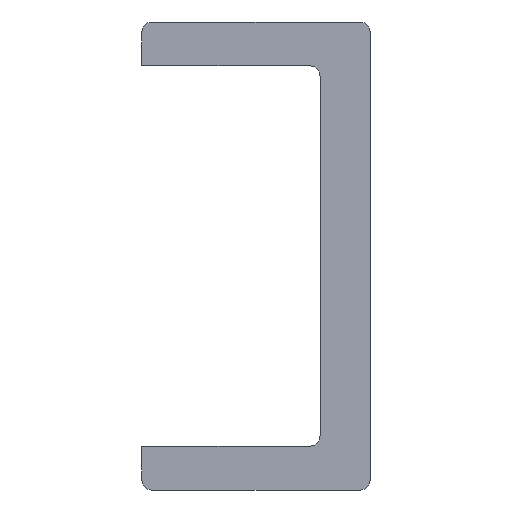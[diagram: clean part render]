
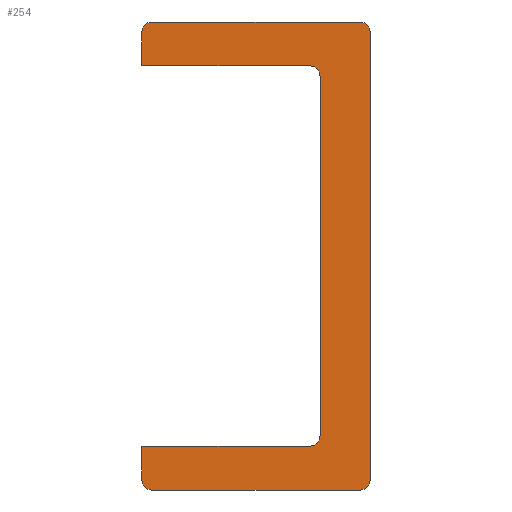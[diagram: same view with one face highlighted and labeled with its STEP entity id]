
A CAD part, front view. The second image highlights one B-rep face of the part: STEP entity #254.
In plain terms, the highlighted planar face has unit normal (0, -1, 0).
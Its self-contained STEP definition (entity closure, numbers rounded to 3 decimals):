
#254 = ADVANCED_FACE( '', ( #674 ), #675, .F. );
#674 = FACE_OUTER_BOUND( '', #1139, .T. );
#675 = PLANE( '', #1140 );
#1139 = EDGE_LOOP( '', ( #1751, #1752, #1753, #1754, #1755, #1756, #1757, #1758, #1759, #1760, #1761, #1762, #1763, #1764 ) );
#1140 = AXIS2_PLACEMENT_3D( '', #1765, #1766, #1767 );
#1751 = ORIENTED_EDGE( '', *, *, #2123, .F. );
#1752 = ORIENTED_EDGE( '', *, *, #2173, .T. );
#1753 = ORIENTED_EDGE( '', *, *, #2192, .F. );
#1754 = ORIENTED_EDGE( '', *, *, #2193, .T. );
#1755 = ORIENTED_EDGE( '', *, *, #2010, .F. );
#1756 = ORIENTED_EDGE( '', *, *, #1987, .F. );
#1757 = ORIENTED_EDGE( '', *, *, #2194, .F. );
#1758 = ORIENTED_EDGE( '', *, *, #2187, .F. );
#1759 = ORIENTED_EDGE( '', *, *, #2195, .F. );
#1760 = ORIENTED_EDGE( '', *, *, #2196, .F. );
#1761 = ORIENTED_EDGE( '', *, *, #2197, .F. );
#1762 = ORIENTED_EDGE( '', *, *, #2075, .T. );
#1763 = ORIENTED_EDGE( '', *, *, #2158, .F. );
#1764 = ORIENTED_EDGE( '', *, *, #2198, .T. );
#1765 = CARTESIAN_POINT( '', ( -10.5, 0., 21.5 ) );
#1766 = DIRECTION( '', ( 0., 1., 0. ) );
#1767 = DIRECTION( '', ( 0., 0., 1. ) );
#1987 = EDGE_CURVE( '', #2254, #2255, #2256, .T. );
#2010 = EDGE_CURVE( '', #2255, #2293, #2294, .T. );
#2075 = EDGE_CURVE( '', #2401, #2399, #2402, .F. );
#2123 = EDGE_CURVE( '', #2488, #2490, #2491, .T. );
#2158 = EDGE_CURVE( '', #2541, #2399, #2543, .T. );
#2173 = EDGE_CURVE( '', #2488, #2561, #2563, .F. );
#2187 = EDGE_CURVE( '', #2588, #2589, #2590, .T. );
#2192 = EDGE_CURVE( '', #2597, #2561, #2598, .T. );
#2193 = EDGE_CURVE( '', #2597, #2293, #2599, .F. );
#2194 = EDGE_CURVE( '', #2589, #2254, #2600, .T. );
#2195 = EDGE_CURVE( '', #2601, #2588, #2602, .T. );
#2196 = EDGE_CURVE( '', #2603, #2601, #2604, .T. );
#2197 = EDGE_CURVE( '', #2401, #2603, #2605, .T. );
#2198 = EDGE_CURVE( '', #2541, #2490, #2606, .F. );
#2254 = VERTEX_POINT( '', #2668 );
#2255 = VERTEX_POINT( '', #2669 );
#2256 = LINE( '', #2670, #2671 );
#2293 = VERTEX_POINT( '', #2711 );
#2294 = LINE( '', #2712, #2713 );
#2399 = VERTEX_POINT( '', #2820 );
#2401 = VERTEX_POINT( '', #2823 );
#2402 = CIRCLE( '', #2824, 0.9 );
#2488 = VERTEX_POINT( '', #2912 );
#2490 = VERTEX_POINT( '', #2915 );
#2491 = LINE( '', #2916, #2917 );
#2541 = VERTEX_POINT( '', #2969 );
#2543 = LINE( '', #2972, #2973 );
#2561 = VERTEX_POINT( '', #2991 );
#2563 = CIRCLE( '', #2994, 0.9 );
#2588 = VERTEX_POINT( '', #3019 );
#2589 = VERTEX_POINT( '', #3020 );
#2590 = LINE( '', #3021, #3022 );
#2597 = VERTEX_POINT( '', #3032 );
#2598 = LINE( '', #3033, #3034 );
#2599 = CIRCLE( '', #3035, 0.9 );
#2600 = CIRCLE( '', #3036, 1. );
#2601 = VERTEX_POINT( '', #3037 );
#2602 = CIRCLE( '', #3038, 1. );
#2603 = VERTEX_POINT( '', #3039 );
#2604 = LINE( '', #3040, #3041 );
#2605 = LINE( '', #3042, #3043 );
#2606 = CIRCLE( '', #3044, 0.9 );
#2668 = CARTESIAN_POINT( '', ( 4.9, 0., 17.5 ) );
#2669 = CARTESIAN_POINT( '', ( -10.5, 0., 17.5 ) );
#2670 = CARTESIAN_POINT( '', ( 4.9, 0., 17.5 ) );
#2671 = VECTOR( '', #3113, 1000. );
#2711 = CARTESIAN_POINT( '', ( -10.5, 0., 20.6 ) );
#2712 = CARTESIAN_POINT( '', ( -10.5, 0., -21.5 ) );
#2713 = VECTOR( '', #3153, 1000. );
#2820 = CARTESIAN_POINT( '', ( -9.6, 0., -21.5 ) );
#2823 = CARTESIAN_POINT( '', ( -10.5, 0., -20.6 ) );
#2824 = AXIS2_PLACEMENT_3D( '', #3274, #3275, #3276 );
#2912 = CARTESIAN_POINT( '', ( 10.5, 0., 20.6 ) );
#2915 = CARTESIAN_POINT( '', ( 10.5, 0., -20.6 ) );
#2916 = CARTESIAN_POINT( '', ( 10.5, 0., 21.5 ) );
#2917 = VECTOR( '', #3391, 1000. );
#2969 = CARTESIAN_POINT( '', ( 9.6, 0., -21.5 ) );
#2972 = CARTESIAN_POINT( '', ( 10.5, 0., -21.5 ) );
#2973 = VECTOR( '', #3440, 1000. );
#2991 = CARTESIAN_POINT( '', ( 9.6, 0., 21.5 ) );
#2994 = AXIS2_PLACEMENT_3D( '', #3454, #3455, #3456 );
#3019 = CARTESIAN_POINT( '', ( 5.9, 0., -16.5 ) );
#3020 = CARTESIAN_POINT( '', ( 5.9, 0., 16.5 ) );
#3021 = CARTESIAN_POINT( '', ( 5.9, 0., 16.5 ) );
#3022 = VECTOR( '', #3490, 1000. );
#3032 = CARTESIAN_POINT( '', ( -9.6, 0., 21.5 ) );
#3033 = CARTESIAN_POINT( '', ( -10.5, 0., 21.5 ) );
#3034 = VECTOR( '', #3494, 1000. );
#3035 = AXIS2_PLACEMENT_3D( '', #3495, #3496, #3497 );
#3036 = AXIS2_PLACEMENT_3D( '', #3498, #3499, #3500 );
#3037 = CARTESIAN_POINT( '', ( 4.9, 0., -17.5 ) );
#3038 = AXIS2_PLACEMENT_3D( '', #3501, #3502, #3503 );
#3039 = CARTESIAN_POINT( '', ( -10.5, 0., -17.5 ) );
#3040 = CARTESIAN_POINT( '', ( 4.9, 0., -17.5 ) );
#3041 = VECTOR( '', #3504, 1000. );
#3042 = CARTESIAN_POINT( '', ( -10.5, 0., -21.5 ) );
#3043 = VECTOR( '', #3505, 1000. );
#3044 = AXIS2_PLACEMENT_3D( '', #3506, #3507, #3508 );
#3113 = DIRECTION( '', ( -1., 0., 0. ) );
#3153 = DIRECTION( '', ( 0., 0., 1. ) );
#3274 = CARTESIAN_POINT( '', ( -9.6, 0., -20.6 ) );
#3275 = DIRECTION( '', ( 0., 1., 0. ) );
#3276 = DIRECTION( '', ( 0., 0., 1. ) );
#3391 = DIRECTION( '', ( 0., 0., -1. ) );
#3440 = DIRECTION( '', ( -1., 0., 0. ) );
#3454 = CARTESIAN_POINT( '', ( 9.6, 0., 20.6 ) );
#3455 = DIRECTION( '', ( 0., 1., 0. ) );
#3456 = DIRECTION( '', ( 0., 0., 1. ) );
#3490 = DIRECTION( '', ( 0., 0., 1. ) );
#3494 = DIRECTION( '', ( 1., 0., 0. ) );
#3495 = CARTESIAN_POINT( '', ( -9.6, 0., 20.6 ) );
#3496 = DIRECTION( '', ( 0., 1., 0. ) );
#3497 = DIRECTION( '', ( 0., 0., 1. ) );
#3498 = CARTESIAN_POINT( '', ( 4.9, 0., 16.5 ) );
#3499 = DIRECTION( '', ( 0., -1., 0. ) );
#3500 = DIRECTION( '', ( -1., 0., 0. ) );
#3501 = CARTESIAN_POINT( '', ( 4.9, 0., -16.5 ) );
#3502 = DIRECTION( '', ( 0., -1., 0. ) );
#3503 = DIRECTION( '', ( -1., 0., 0. ) );
#3504 = DIRECTION( '', ( 1., 0., 0. ) );
#3505 = DIRECTION( '', ( 0., 0., 1. ) );
#3506 = CARTESIAN_POINT( '', ( 9.6, 0., -20.6 ) );
#3507 = DIRECTION( '', ( 0., 1., 0. ) );
#3508 = DIRECTION( '', ( 0., 0., 1. ) );
